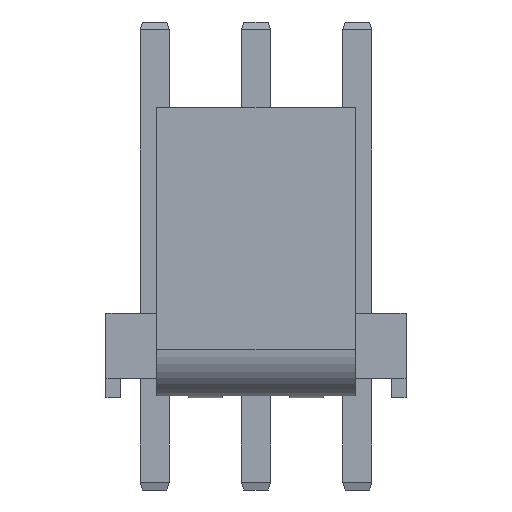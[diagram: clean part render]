
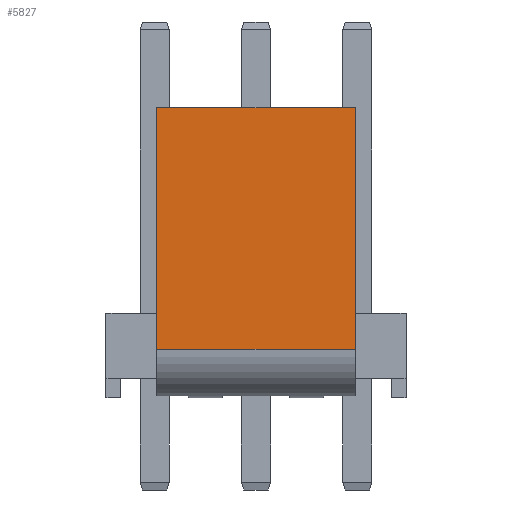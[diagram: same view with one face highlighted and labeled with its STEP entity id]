
A CAD part, front view. The second image highlights one B-rep face of the part: STEP entity #5827.
In plain terms, the highlighted planar face has unit normal (0, -1, 0).
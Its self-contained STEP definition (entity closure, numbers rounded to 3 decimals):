
#1331 = PLANE('',#1332);
#1332 = AXIS2_PLACEMENT_3D('',#1333,#1334,#1335);
#1333 = CARTESIAN_POINT('',(7.845,-4.9,13.935));
#1334 = DIRECTION('',(-1.,0.,0.));
#1335 = DIRECTION('',(-0.,0.,-1.));
#1609 = PLANE('',#1610);
#1610 = AXIS2_PLACEMENT_3D('',#1611,#1612,#1613);
#1611 = CARTESIAN_POINT('',(0.075,-4.9,-0.695));
#1612 = DIRECTION('',(1.,0.,0.));
#1613 = DIRECTION('',(0.,0.,1.));
#3087 = EDGE_CURVE('',#3088,#3090,#3092,.T.);
#3088 = VERTEX_POINT('',#3089);
#3089 = CARTESIAN_POINT('',(0.075,-4.9,1.91));
#3090 = VERTEX_POINT('',#3091);
#3091 = CARTESIAN_POINT('',(0.075,-4.9,11.33));
#3092 = SURFACE_CURVE('',#3093,(#3097,#3104),.PCURVE_S1.);
#3093 = LINE('',#3094,#3095);
#3094 = CARTESIAN_POINT('',(0.075,-4.9,-0.695));
#3095 = VECTOR('',#3096,1.);
#3096 = DIRECTION('',(0.,0.,1.));
#3097 = PCURVE('',#1609,#3098);
#3098 = DEFINITIONAL_REPRESENTATION('',(#3099),#3103);
#3099 = LINE('',#3100,#3101);
#3100 = CARTESIAN_POINT('',(0.,0.));
#3101 = VECTOR('',#3102,1.);
#3102 = DIRECTION('',(1.,0.));
#3103 = ( GEOMETRIC_REPRESENTATION_CONTEXT(2)
PARAMETRIC_REPRESENTATION_CONTEXT() REPRESENTATION_CONTEXT('2D SPACE',''
) );
#3104 = PCURVE('',#3105,#3110);
#3105 = PLANE('',#3106);
#3106 = AXIS2_PLACEMENT_3D('',#3107,#3108,#3109);
#3107 = CARTESIAN_POINT('',(9.825,-4.9,11.33));
#3108 = DIRECTION('',(0.,-1.,0.));
#3109 = DIRECTION('',(-0.,0.,-1.));
#3110 = DEFINITIONAL_REPRESENTATION('',(#3111),#3115);
#3111 = LINE('',#3112,#3113);
#3112 = CARTESIAN_POINT('',(12.025,-9.75));
#3113 = VECTOR('',#3114,1.);
#3114 = DIRECTION('',(-1.,0.));
#3115 = ( GEOMETRIC_REPRESENTATION_CONTEXT(2)
PARAMETRIC_REPRESENTATION_CONTEXT() REPRESENTATION_CONTEXT('2D SPACE',''
) );
#3134 = CYLINDRICAL_SURFACE('',#3135,1.948);
#3135 = AXIS2_PLACEMENT_3D('',#3136,#3137,#3138);
#3136 = CARTESIAN_POINT('',(9.825,-2.953,1.947));
#3137 = DIRECTION('',(1.,0.,0.));
#3138 = DIRECTION('',(0.,-1.,
-0.019));
#3366 = PLANE('',#3367);
#3367 = AXIS2_PLACEMENT_3D('',#3368,#3369,#3370);
#3368 = CARTESIAN_POINT('',(9.825,-4.13,11.33));
#3369 = DIRECTION('',(0.,0.,1.));
#3370 = DIRECTION('',(0.,-1.,0.));
#3791 = EDGE_CURVE('',#3792,#3794,#3796,.T.);
#3792 = VERTEX_POINT('',#3793);
#3793 = CARTESIAN_POINT('',(7.845,-4.9,11.33));
#3794 = VERTEX_POINT('',#3795);
#3795 = CARTESIAN_POINT('',(7.845,-4.9,1.91));
#3796 = SURFACE_CURVE('',#3797,(#3801,#3808),.PCURVE_S1.);
#3797 = LINE('',#3798,#3799);
#3798 = CARTESIAN_POINT('',(7.845,-4.9,13.935));
#3799 = VECTOR('',#3800,1.);
#3800 = DIRECTION('',(0.,-0.,-1.));
#3801 = PCURVE('',#1331,#3802);
#3802 = DEFINITIONAL_REPRESENTATION('',(#3803),#3807);
#3803 = LINE('',#3804,#3805);
#3804 = CARTESIAN_POINT('',(0.,0.));
#3805 = VECTOR('',#3806,1.);
#3806 = DIRECTION('',(1.,0.));
#3807 = ( GEOMETRIC_REPRESENTATION_CONTEXT(2)
PARAMETRIC_REPRESENTATION_CONTEXT() REPRESENTATION_CONTEXT('2D SPACE',''
) );
#3808 = PCURVE('',#3105,#3809);
#3809 = DEFINITIONAL_REPRESENTATION('',(#3810),#3814);
#3810 = LINE('',#3811,#3812);
#3811 = CARTESIAN_POINT('',(-2.605,-1.98));
#3812 = VECTOR('',#3813,1.);
#3813 = DIRECTION('',(1.,0.));
#3814 = ( GEOMETRIC_REPRESENTATION_CONTEXT(2)
PARAMETRIC_REPRESENTATION_CONTEXT() REPRESENTATION_CONTEXT('2D SPACE',''
) );
#5827 = ADVANCED_FACE('',(#5828),#3105,.T.);
#5828 = FACE_BOUND('',#5829,.T.);
#5829 = EDGE_LOOP('',(#5830,#5831,#5852,#5853));
#5830 = ORIENTED_EDGE('',*,*,#3791,.F.);
#5831 = ORIENTED_EDGE('',*,*,#5832,.T.);
#5832 = EDGE_CURVE('',#3792,#3090,#5833,.T.);
#5833 = SURFACE_CURVE('',#5834,(#5838,#5845),.PCURVE_S1.);
#5834 = LINE('',#5835,#5836);
#5835 = CARTESIAN_POINT('',(9.825,-4.9,11.33));
#5836 = VECTOR('',#5837,1.);
#5837 = DIRECTION('',(-1.,0.,0.));
#5838 = PCURVE('',#3105,#5839);
#5839 = DEFINITIONAL_REPRESENTATION('',(#5840),#5844);
#5840 = LINE('',#5841,#5842);
#5841 = CARTESIAN_POINT('',(0.,0.));
#5842 = VECTOR('',#5843,1.);
#5843 = DIRECTION('',(0.,-1.));
#5844 = ( GEOMETRIC_REPRESENTATION_CONTEXT(2)
PARAMETRIC_REPRESENTATION_CONTEXT() REPRESENTATION_CONTEXT('2D SPACE',''
) );
#5845 = PCURVE('',#3366,#5846);
#5846 = DEFINITIONAL_REPRESENTATION('',(#5847),#5851);
#5847 = LINE('',#5848,#5849);
#5848 = CARTESIAN_POINT('',(0.77,0.));
#5849 = VECTOR('',#5850,1.);
#5850 = DIRECTION('',(0.,-1.));
#5851 = ( GEOMETRIC_REPRESENTATION_CONTEXT(2)
PARAMETRIC_REPRESENTATION_CONTEXT() REPRESENTATION_CONTEXT('2D SPACE',''
) );
#5852 = ORIENTED_EDGE('',*,*,#3087,.F.);
#5853 = ORIENTED_EDGE('',*,*,#5854,.F.);
#5854 = EDGE_CURVE('',#3794,#3088,#5855,.T.);
#5855 = SURFACE_CURVE('',#5856,(#5860,#5867),.PCURVE_S1.);
#5856 = LINE('',#5857,#5858);
#5857 = CARTESIAN_POINT('',(9.825,-4.9,1.91));
#5858 = VECTOR('',#5859,1.);
#5859 = DIRECTION('',(-1.,0.,0.));
#5860 = PCURVE('',#3105,#5861);
#5861 = DEFINITIONAL_REPRESENTATION('',(#5862),#5866);
#5862 = LINE('',#5863,#5864);
#5863 = CARTESIAN_POINT('',(9.42,0.));
#5864 = VECTOR('',#5865,1.);
#5865 = DIRECTION('',(0.,-1.));
#5866 = ( GEOMETRIC_REPRESENTATION_CONTEXT(2)
PARAMETRIC_REPRESENTATION_CONTEXT() REPRESENTATION_CONTEXT('2D SPACE',''
) );
#5867 = PCURVE('',#3134,#5868);
#5868 = DEFINITIONAL_REPRESENTATION('',(#5869),#5873);
#5869 = LINE('',#5870,#5871);
#5870 = CARTESIAN_POINT('',(0.,0.));
#5871 = VECTOR('',#5872,1.);
#5872 = DIRECTION('',(0.,-1.));
#5873 = ( GEOMETRIC_REPRESENTATION_CONTEXT(2)
PARAMETRIC_REPRESENTATION_CONTEXT() REPRESENTATION_CONTEXT('2D SPACE',''
) );
